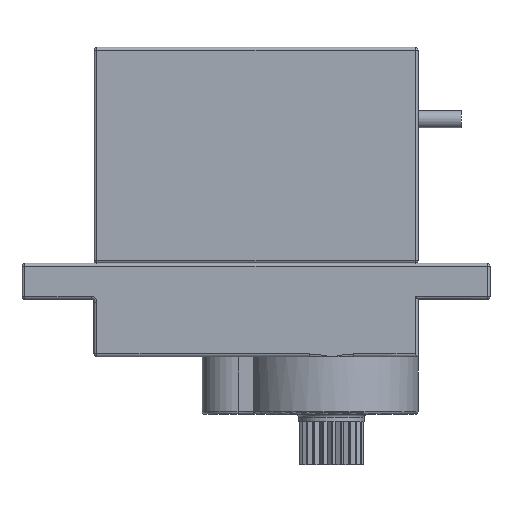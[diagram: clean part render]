
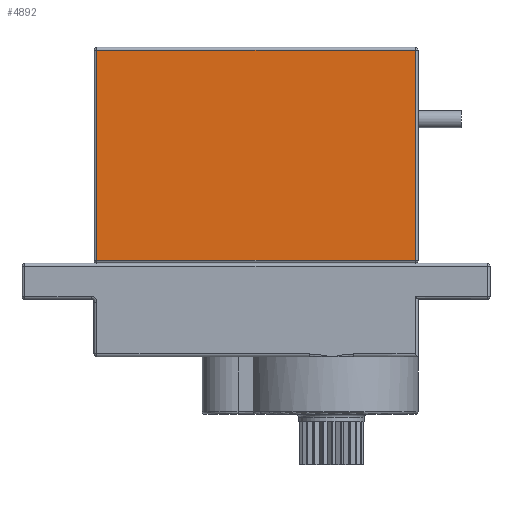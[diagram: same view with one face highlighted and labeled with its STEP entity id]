
A CAD part, front view. The second image highlights one B-rep face of the part: STEP entity #4892.
In plain terms, the highlighted planar face has unit normal (0, -1, 0).
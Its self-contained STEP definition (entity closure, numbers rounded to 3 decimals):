
#348 = CARTESIAN_POINT ( 'NONE',  ( 11.05, -6., 14.8 ) ) ;
#404 = CARTESIAN_POINT ( 'NONE',  ( 11.05, -6., 15. ) ) ;
#464 = CARTESIAN_POINT ( 'NONE',  ( -11.05, -6., 15. ) ) ;
#773 = EDGE_CURVE ( 'NONE', #6104, #5912, #3479, .T. ) ;
#1394 = AXIS2_PLACEMENT_3D ( 'NONE', #4085, #9409, #4845 ) ;
#1935 = VERTEX_POINT ( 'NONE', #2406 ) ;
#1943 = CARTESIAN_POINT ( 'NONE',  ( -11.25, -6., 14.8 ) ) ;
#2119 = VECTOR ( 'NONE', #9537, 1000. ) ;
#2406 = CARTESIAN_POINT ( 'NONE',  ( -11.05, -6., 0.2 ) ) ;
#2521 = PLANE ( 'NONE',  #1394 ) ;
#2849 = FACE_OUTER_BOUND ( 'NONE', #4690, .T. ) ;
#2852 = DIRECTION ( 'NONE',  ( 1., 0., 0. ) ) ;
#3479 = LINE ( 'NONE', #1943, #2119 ) ;
#3798 = VECTOR ( 'NONE', #2852, 1000. ) ;
#3901 = ORIENTED_EDGE ( 'NONE', *, *, #7009, .T. ) ;
#4085 = CARTESIAN_POINT ( 'NONE',  ( -11.25, -6., 15. ) ) ;
#4158 = EDGE_CURVE ( 'NONE', #5912, #1935, #9285, .T. ) ;
#4195 = DIRECTION ( 'NONE',  ( 0., 0., 1. ) ) ;
#4690 = EDGE_LOOP ( 'NONE', ( #5799, #7048, #6351, #3901 ) ) ;
#4845 = DIRECTION ( 'NONE',  ( 0., 0., 1. ) ) ;
#4848 = LINE ( 'NONE', #404, #6632 ) ;
#4892 = ADVANCED_FACE ( 'NONE', ( #2849 ), #2521, .F. ) ;
#5331 = CARTESIAN_POINT ( 'NONE',  ( -11.05, -6., 14.8 ) ) ;
#5394 = CARTESIAN_POINT ( 'NONE',  ( 11.05, -6., 0.2 ) ) ;
#5799 = ORIENTED_EDGE ( 'NONE', *, *, #8287, .T. ) ;
#5912 = VERTEX_POINT ( 'NONE', #5331 ) ;
#6104 = VERTEX_POINT ( 'NONE', #348 ) ;
#6351 = ORIENTED_EDGE ( 'NONE', *, *, #4158, .T. ) ;
#6632 = VECTOR ( 'NONE', #4195, 1000. ) ;
#7009 = EDGE_CURVE ( 'NONE', #1935, #8946, #9847, .T. ) ;
#7048 = ORIENTED_EDGE ( 'NONE', *, *, #773, .T. ) ;
#7267 = VECTOR ( 'NONE', #7312, 1000. ) ;
#7312 = DIRECTION ( 'NONE',  ( 0., 0., -1. ) ) ;
#7406 = CARTESIAN_POINT ( 'NONE',  ( 11.25, -6., 0.2 ) ) ;
#8287 = EDGE_CURVE ( 'NONE', #8946, #6104, #4848, .T. ) ;
#8946 = VERTEX_POINT ( 'NONE', #5394 ) ;
#9285 = LINE ( 'NONE', #464, #7267 ) ;
#9409 = DIRECTION ( 'NONE',  ( 0., 1., 0. ) ) ;
#9537 = DIRECTION ( 'NONE',  ( -1., 0., 0. ) ) ;
#9847 = LINE ( 'NONE', #7406, #3798 ) ;
